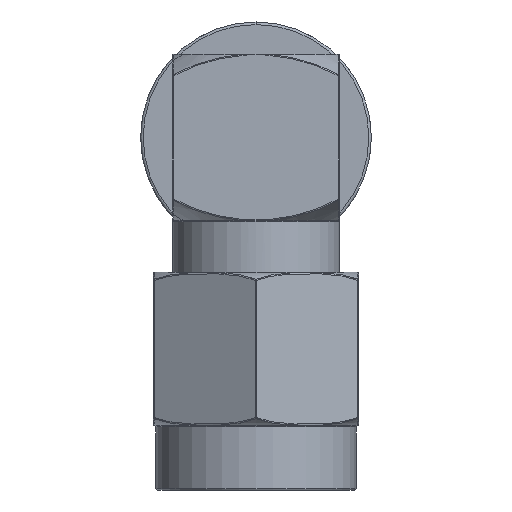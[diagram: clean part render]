
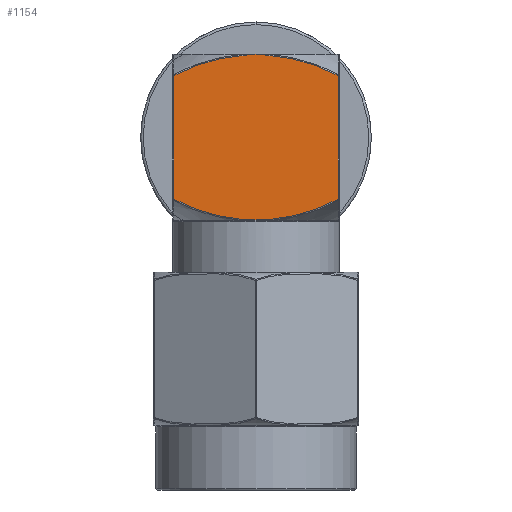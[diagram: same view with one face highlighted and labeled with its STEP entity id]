
A CAD part, front view. The second image highlights one B-rep face of the part: STEP entity #1154.
In plain terms, the highlighted planar face has unit normal (0, -1, 0).
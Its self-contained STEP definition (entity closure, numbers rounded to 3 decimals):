
#983 = VERTEX_POINT ( 'NONE', #4097 ) ;
#984 = VERTEX_POINT ( 'NONE', #4064 ) ;
#985 = VERTEX_POINT ( 'NONE', #4096 ) ;
#994 = VERTEX_POINT ( 'NONE', #4084 ) ;
#995 = EDGE_CURVE ( 'NONE', #1156, #1161, #4080, .T. ) ;
#996 = EDGE_CURVE ( 'NONE', #983, #1158, #4015, .T. ) ;
#997 = VERTEX_POINT ( 'NONE', #4013 ) ;
#998 = ORIENTED_EDGE ( 'NONE', *, *, #996, .T. ) ;
#999 = EDGE_CURVE ( 'NONE', #1158, #1156, #3998, .T. ) ;
#1000 = ORIENTED_EDGE ( 'NONE', *, *, #1003, .T. ) ;
#1001 = ORIENTED_EDGE ( 'NONE', *, *, #999, .T. ) ;
#1002 = ORIENTED_EDGE ( 'NONE', *, *, #995, .T. ) ;
#1003 = EDGE_CURVE ( 'NONE', #1161, #994, #4000, .T. ) ;
#1008 = ORIENTED_EDGE ( 'NONE', *, *, #1153, .T. ) ;
#1009 = EDGE_CURVE ( 'NONE', #985, #997, #4038, .T. ) ;
#1012 = ORIENTED_EDGE ( 'NONE', *, *, #1009, .F. ) ;
#1145 = VERTEX_POINT ( 'NONE', #4528 ) ;
#1148 = EDGE_LOOP ( 'NONE', ( #1194, #1159, #1162, #1151, #998, #1001, #1002, #1000, #1008, #1012 ) ) ;
#1150 = EDGE_CURVE ( 'NONE', #984, #1145, #4440, .T. ) ;
#1151 = ORIENTED_EDGE ( 'NONE', *, *, #1163, .T. ) ;
#1153 = EDGE_CURVE ( 'NONE', #994, #997, #4508, .T. ) ;
#1154 = ADVANCED_FACE ( 'NONE', ( #4487 ), #4521, .F. ) ;
#1155 = VERTEX_POINT ( 'NONE', #4439 ) ;
#1156 = VERTEX_POINT ( 'NONE', #4486 ) ;
#1158 = VERTEX_POINT ( 'NONE', #4522 ) ;
#1159 = ORIENTED_EDGE ( 'NONE', *, *, #1150, .T. ) ;
#1160 = EDGE_CURVE ( 'NONE', #1145, #1155, #4482, .T. ) ;
#1161 = VERTEX_POINT ( 'NONE', #4481 ) ;
#1162 = ORIENTED_EDGE ( 'NONE', *, *, #1160, .T. ) ;
#1163 = EDGE_CURVE ( 'NONE', #1155, #983, #4513, .T. ) ;
#1194 = ORIENTED_EDGE ( 'NONE', *, *, #1196, .F. ) ;
#1196 = EDGE_CURVE ( 'NONE', #984, #985, #4558, .T. ) ;
#3992 = CARTESIAN_POINT ( 'NONE',  ( -0.116, -3.25, 16.985 ) ) ;
#3993 = CARTESIAN_POINT ( 'NONE',  ( -0.011, -3.25, 16.999 ) ) ;
#3994 = CARTESIAN_POINT ( 'NONE',  ( -0.007, -3.25, 16.999 ) ) ;
#3995 = CARTESIAN_POINT ( 'NONE',  ( -0.004, -3.25, 17. ) ) ;
#3996 = CARTESIAN_POINT ( 'NONE',  ( 0., -3.25, 17. ) ) ;
#3998 = B_SPLINE_CURVE_WITH_KNOTS ( 'NONE', 3,
 ( #3996, #3995, #3994, #3993, #3992, #4079, #4078, #4077, #4076, #4075 ),
 .UNSPECIFIED., .F., .F.,
 ( 4, 3, 3, 4 ),
 ( 0., 0., 0., 0. ),
 .UNSPECIFIED. ) ;
#4000 = LINE ( 'NONE', #4014, #4074 ) ;
#4001 = CARTESIAN_POINT ( 'NONE',  ( 0., -3.25, 17. ) ) ;
#4002 = CARTESIAN_POINT ( 'NONE',  ( 0.004, -3.25, 17. ) ) ;
#4003 = CARTESIAN_POINT ( 'NONE',  ( 0.007, -3.25, 16.999 ) ) ;
#4004 = CARTESIAN_POINT ( 'NONE',  ( 0.011, -3.25, 16.999 ) ) ;
#4005 = CARTESIAN_POINT ( 'NONE',  ( 0.116, -3.25, 16.985 ) ) ;
#4006 = CARTESIAN_POINT ( 'NONE',  ( 0.222, -3.25, 16.972 ) ) ;
#4007 = CARTESIAN_POINT ( 'NONE',  ( 0.327, -3.25, 16.963 ) ) ;
#4008 = CARTESIAN_POINT ( 'NONE',  ( 0.36, -3.25, 16.96 ) ) ;
#4009 = CARTESIAN_POINT ( 'NONE',  ( 0.394, -3.25, 16.957 ) ) ;
#4010 = CARTESIAN_POINT ( 'NONE',  ( 0.427, -3.25, 16.955 ) ) ;
#4013 = CARTESIAN_POINT ( 'NONE',  ( -0.603, -3.25, 10.559 ) ) ;
#4014 = CARTESIAN_POINT ( 'NONE',  ( -3.2, -3.25, 17. ) ) ;
#4015 = B_SPLINE_CURVE_WITH_KNOTS ( 'NONE', 3,
 ( #4010, #4009, #4008, #4007, #4006, #4005, #4004, #4003, #4002, #4001 ),
 .UNSPECIFIED., .F., .F.,
 ( 4, 3, 3, 4 ),
 ( 0., 0., 0., 0. ),
 .UNSPECIFIED. ) ;
#4016 = DIRECTION ( 'NONE',  ( 0., 0., 1. ) ) ;
#4017 = DIRECTION ( 'NONE',  ( 0., -1., 0. ) ) ;
#4018 = CARTESIAN_POINT ( 'NONE',  ( 0., -3.25, 10.234 ) ) ;
#4025 = CARTESIAN_POINT ( 'NONE',  ( -0.603, -3.25, 10.559 ) ) ;
#4026 = CARTESIAN_POINT ( 'NONE',  ( -0.503, -3.25, 10.55 ) ) ;
#4027 = CARTESIAN_POINT ( 'NONE',  ( -0.402, -3.25, 10.543 ) ) ;
#4028 = CARTESIAN_POINT ( 'NONE',  ( -0.251, -3.25, 10.536 ) ) ;
#4029 = CARTESIAN_POINT ( 'NONE',  ( -0.201, -3.25, 10.534 ) ) ;
#4030 = CARTESIAN_POINT ( 'NONE',  ( -0.113, -3.25, 10.532 ) ) ;
#4031 = CARTESIAN_POINT ( 'NONE',  ( -0.062, -3.25, 10.532 ) ) ;
#4032 = CARTESIAN_POINT ( 'NONE',  ( -0.012, -3.25, 10.532 ) ) ;
#4033 = CARTESIAN_POINT ( 'NONE',  ( 0., -3.25, 10.532 ) ) ;
#4038 = B_SPLINE_CURVE_WITH_KNOTS ( 'NONE', 3,
 ( #4033, #4032, #4031, #4030, #4029, #4028, #4027, #4026, #4025 ),
 .UNSPECIFIED., .F., .F.,
 ( 4, 1, 2, 2, 4 ),
 ( 0., 0.06, 0.25, 0.5, 1. ),
 .UNSPECIFIED. ) ;
#4064 = CARTESIAN_POINT ( 'NONE',  ( 0.603, -3.25, 10.559 ) ) ;
#4073 = DIRECTION ( 'NONE',  ( 0., 0., -1. ) ) ;
#4074 = VECTOR ( 'NONE', #4073, 1000. ) ;
#4075 = CARTESIAN_POINT ( 'NONE',  ( -0.427, -3.25, 16.955 ) ) ;
#4076 = CARTESIAN_POINT ( 'NONE',  ( -0.394, -3.25, 16.957 ) ) ;
#4077 = CARTESIAN_POINT ( 'NONE',  ( -0.36, -3.25, 16.96 ) ) ;
#4078 = CARTESIAN_POINT ( 'NONE',  ( -0.327, -3.25, 16.963 ) ) ;
#4079 = CARTESIAN_POINT ( 'NONE',  ( -0.222, -3.25, 16.972 ) ) ;
#4080 = CIRCLE ( 'NONE', #4089, 6.735 ) ;
#4084 = CARTESIAN_POINT ( 'NONE',  ( -3.2, -3.25, 11.34 ) ) ;
#4089 = AXIS2_PLACEMENT_3D ( 'NONE', #4018, #4017, #4016 ) ;
#4096 = CARTESIAN_POINT ( 'NONE',  ( 0., -3.25, 10.532 ) ) ;
#4097 = CARTESIAN_POINT ( 'NONE',  ( 0.427, -3.25, 16.955 ) ) ;
#4439 = CARTESIAN_POINT ( 'NONE',  ( 3.2, -3.25, 16.16 ) ) ;
#4440 = CIRCLE ( 'NONE', #4456, 6.735 ) ;
#4456 = AXIS2_PLACEMENT_3D ( 'NONE', #4512, #4511, #4510 ) ;
#4469 = DIRECTION ( 'NONE',  ( 0., 0., 1. ) ) ;
#4470 = DIRECTION ( 'NONE',  ( 0., -1., 0. ) ) ;
#4471 = CARTESIAN_POINT ( 'NONE',  ( 0., -3.25, 10.234 ) ) ;
#4472 = AXIS2_PLACEMENT_3D ( 'NONE', #4471, #4470, #4469 ) ;
#4477 = DIRECTION ( 'NONE',  ( 0., 0., 1. ) ) ;
#4478 = VECTOR ( 'NONE', #4477, 1000. ) ;
#4479 = CARTESIAN_POINT ( 'NONE',  ( 3.2, -3.25, 17. ) ) ;
#4481 = CARTESIAN_POINT ( 'NONE',  ( -3.2, -3.25, 16.16 ) ) ;
#4482 = LINE ( 'NONE', #4479, #4478 ) ;
#4484 = DIRECTION ( 'NONE',  ( 0., 0., 1. ) ) ;
#4485 = DIRECTION ( 'NONE',  ( 0., 1., 0. ) ) ;
#4486 = CARTESIAN_POINT ( 'NONE',  ( -0.427, -3.25, 16.955 ) ) ;
#4487 = FACE_OUTER_BOUND ( 'NONE', #1148, .T. ) ;
#4505 = DIRECTION ( 'NONE',  ( 0., 0., 1. ) ) ;
#4506 = DIRECTION ( 'NONE',  ( 0., -1., 0. ) ) ;
#4507 = CARTESIAN_POINT ( 'NONE',  ( 0., -3.25, 17.266 ) ) ;
#4508 = CIRCLE ( 'NONE', #4519, 6.735 ) ;
#4509 = AXIS2_PLACEMENT_3D ( 'NONE', #4518, #4485, #4484 ) ;
#4510 = DIRECTION ( 'NONE',  ( 0., 0., 1. ) ) ;
#4511 = DIRECTION ( 'NONE',  ( 0., -1., 0. ) ) ;
#4512 = CARTESIAN_POINT ( 'NONE',  ( 0., -3.25, 17.266 ) ) ;
#4513 = CIRCLE ( 'NONE', #4472, 6.735 ) ;
#4518 = CARTESIAN_POINT ( 'NONE',  ( -3.25, -3.25, 17. ) ) ;
#4519 = AXIS2_PLACEMENT_3D ( 'NONE', #4507, #4506, #4505 ) ;
#4521 = PLANE ( 'NONE',  #4509 ) ;
#4522 = CARTESIAN_POINT ( 'NONE',  ( 0., -3.25, 17. ) ) ;
#4528 = CARTESIAN_POINT ( 'NONE',  ( 3.2, -3.25, 11.34 ) ) ;
#4546 = CARTESIAN_POINT ( 'NONE',  ( 0., -3.25, 10.532 ) ) ;
#4547 = CARTESIAN_POINT ( 'NONE',  ( 0.012, -3.25, 10.532 ) ) ;
#4548 = CARTESIAN_POINT ( 'NONE',  ( 0.062, -3.25, 10.532 ) ) ;
#4549 = CARTESIAN_POINT ( 'NONE',  ( 0.113, -3.25, 10.532 ) ) ;
#4550 = CARTESIAN_POINT ( 'NONE',  ( 0.201, -3.25, 10.534 ) ) ;
#4551 = CARTESIAN_POINT ( 'NONE',  ( 0.251, -3.25, 10.536 ) ) ;
#4552 = CARTESIAN_POINT ( 'NONE',  ( 0.402, -3.25, 10.543 ) ) ;
#4553 = CARTESIAN_POINT ( 'NONE',  ( 0.503, -3.25, 10.55 ) ) ;
#4554 = CARTESIAN_POINT ( 'NONE',  ( 0.603, -3.25, 10.559 ) ) ;
#4558 = B_SPLINE_CURVE_WITH_KNOTS ( 'NONE', 3,
 ( #4554, #4553, #4552, #4551, #4550, #4549, #4548, #4547, #4546 ),
 .UNSPECIFIED., .F., .F.,
 ( 4, 2, 2, 1, 4 ),
 ( 0., 0.5, 0.75, 0.94, 1. ),
 .UNSPECIFIED. ) ;
